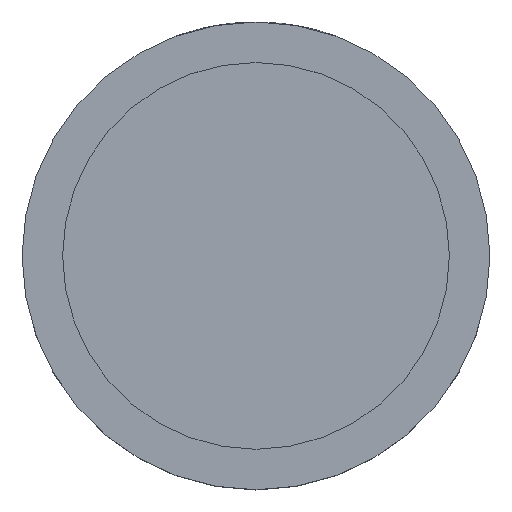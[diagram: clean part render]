
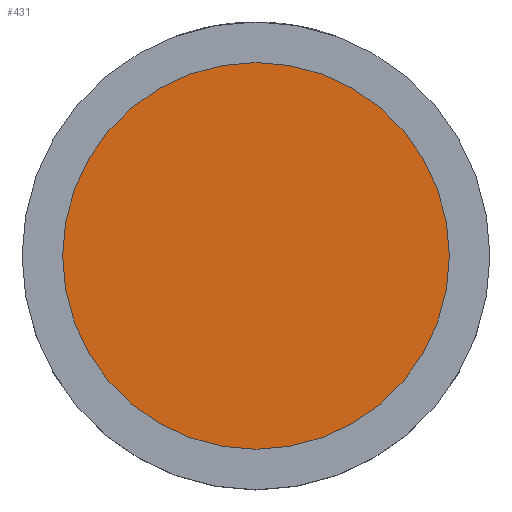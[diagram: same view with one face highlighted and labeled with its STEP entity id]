
A CAD part, top view. The second image highlights one B-rep face of the part: STEP entity #431.
In plain terms, the highlighted planar face has unit normal (0, 0, 1).
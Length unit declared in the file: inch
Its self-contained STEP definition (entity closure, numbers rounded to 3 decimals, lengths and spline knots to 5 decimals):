
#369 = EDGE_CURVE ( 'NONE', #405, #404, #1769, .T. ) ;
#401 = EDGE_LOOP ( 'NONE', ( #402, #406 ) ) ;
#402 = ORIENTED_EDGE ( 'NONE', *, *, #403, .T. ) ;
#403 = EDGE_CURVE ( 'NONE', #404, #405, #1822, .T. ) ;
#404 = VERTEX_POINT ( 'NONE', #1813 ) ;
#405 = VERTEX_POINT ( 'NONE', #1812 ) ;
#406 = ORIENTED_EDGE ( 'NONE', *, *, #369, .T. ) ;
#431 = ADVANCED_FACE ( 'NONE', ( #1906 ), #1987, .T. ) ;
#1765 = DIRECTION ( 'NONE',  ( 1., 0., 0. ) ) ;
#1766 = DIRECTION ( 'NONE',  ( 0., 0., 1. ) ) ;
#1767 = CARTESIAN_POINT ( 'NONE',  ( 0., 0., 0.10394 ) ) ;
#1768 = AXIS2_PLACEMENT_3D ( 'NONE', #1767, #1766, #1765 ) ;
#1769 = CIRCLE ( 'NONE', #1768, 0.41339 ) ;
#1812 = CARTESIAN_POINT ( 'NONE',  ( -0.41339, 0., 0.10394 ) ) ;
#1813 = CARTESIAN_POINT ( 'NONE',  ( 0.41339, 0., 0.10394 ) ) ;
#1814 = DIRECTION ( 'NONE',  ( 1., 0., 0. ) ) ;
#1815 = DIRECTION ( 'NONE',  ( 0., 0., 1. ) ) ;
#1816 = CARTESIAN_POINT ( 'NONE',  ( 0., 0., 0.10394 ) ) ;
#1817 = AXIS2_PLACEMENT_3D ( 'NONE', #1816, #1815, #1814 ) ;
#1822 = CIRCLE ( 'NONE', #1817, 0.41339 ) ;
#1906 = FACE_OUTER_BOUND ( 'NONE', #401, .T. ) ;
#1981 = DIRECTION ( 'NONE',  ( 1., 0., 0. ) ) ;
#1982 = DIRECTION ( 'NONE',  ( 0., 0., 1. ) ) ;
#1983 = CARTESIAN_POINT ( 'NONE',  ( 0., 0., 0.10394 ) ) ;
#1984 = AXIS2_PLACEMENT_3D ( 'NONE', #1983, #1982, #1981 ) ;
#1987 = PLANE ( 'NONE',  #1984 ) ;
